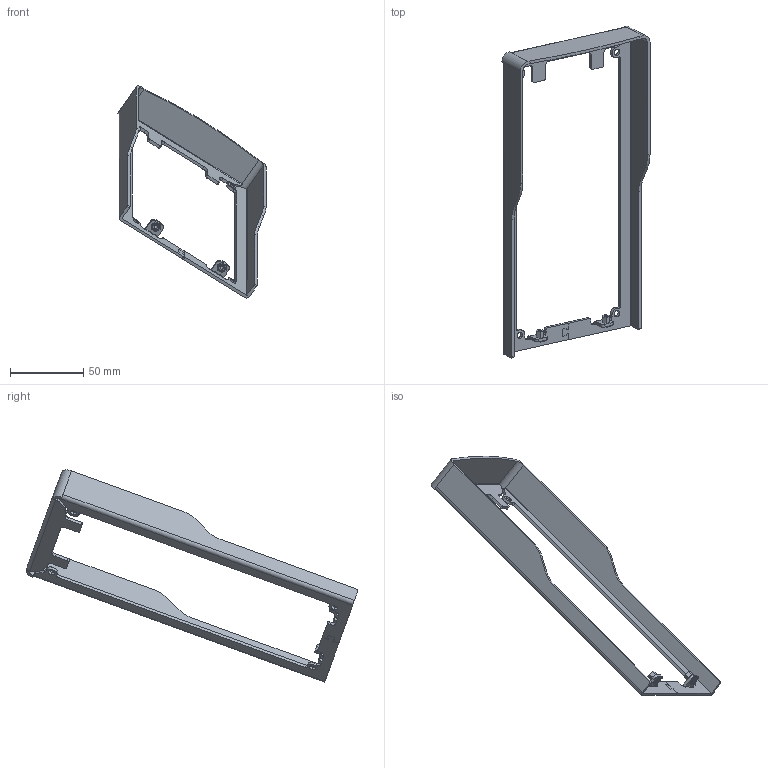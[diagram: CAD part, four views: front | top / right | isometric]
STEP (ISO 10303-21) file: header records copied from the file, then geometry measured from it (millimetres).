
FILE_DESCRIPTION(('CATIA V5 STEP Exchange'),'2;1');
FILE_NAME('VI-RPBOX3.stp','2024-03-21T08:48:38+00:00',('none'),('none'),'CATIA Version 5-6 Release 2016 SP6','CATIA V5 STEP AP203','none');
FILE_SCHEMA(('CONFIG_CONTROL_DESIGN'));
Length unit declared in the file: millimetre
Products named in the file (1): VI-RPBOX3
Assembly tree (2 placements, depth 2):
  VI-RPBOX3
    #57
    #101
Bounding box: 101.19 x 226.95 x 145.02 mm (x, y, z)
Volume: 30923.7 mm3; surface area: 34284.9 mm2
Topology: 3 solids, 3 shells, 218 faces, 608 edges, 398 vertices
Faces by surface type: plane 135, cylinder 83
Entity records: 6661 total; most frequent: ORIENTED_EDGE 1212, CARTESIAN_POINT 1174, DIRECTION 944, EDGE_CURVE 606, VECTOR 434, LINE 434, VERTEX_POINT 394, AXIS2_PLACEMENT_3D 342
